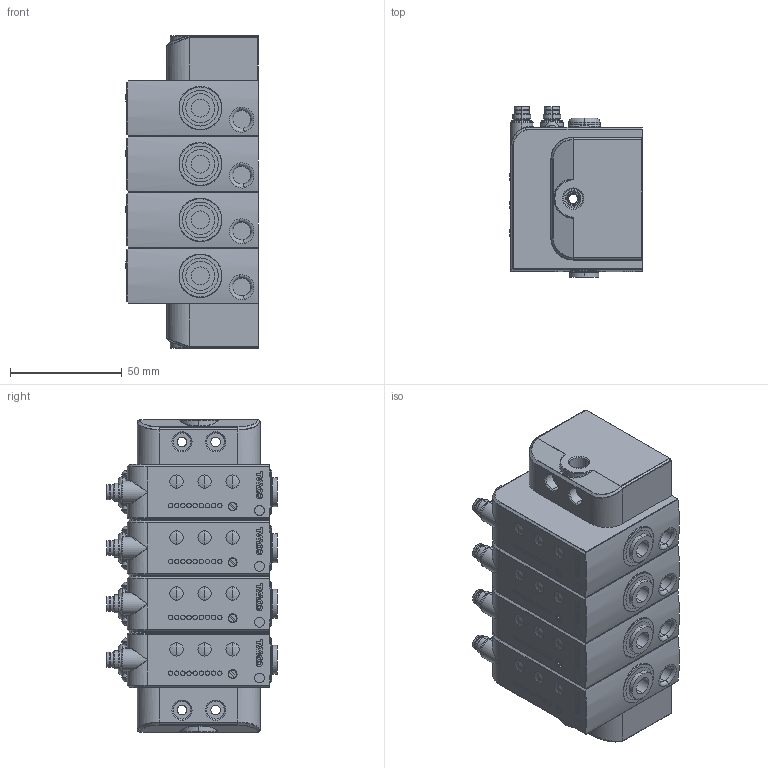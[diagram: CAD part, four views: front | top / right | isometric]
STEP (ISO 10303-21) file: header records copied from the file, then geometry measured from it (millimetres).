
FILE_DESCRIPTION(('STEP AP214'),'1');
FILE_NAME('COVAL_LEM90X14SVAB4.stp','2017-12-27T17:35:49',('TraceParts'),('TraceParts S.A.'),'Spatial InterOp 3D',' ',' ');
FILE_SCHEMA(('automotive_design'));
Length unit declared in the file: millimetre
Products named in the file (26): COVAL_LEM90X14SVAB4_1; COVAL_LEM90X14SVAB4_2; COVAL_LEM90X14SVAB4_3; COVAL_LEM90X14SVAB4_4; COVAL_LEM90X14SVAB4_5; COVAL_LEM90X14SVAB4_6; COVAL_LEM90X14SVAB4_7; COVAL_LEM90X14SVAB4_8; COVAL_LEM90X14SVAB4_9; COVAL_LEM90X14SVAB4_10; COVAL_LEM90X14SVAB4_11; COVAL_LEM90X14SVAB4_12; COVAL_LEM90X14SVAB4_13; COVAL_LEM90X14SVAB4_14; COVAL_LEM90X14SVAB4_15; COVAL_LEM90X14SVAB4_16; COVAL_LEM90X14SVAB4_17; COVAL_LEM90X14SVAB4_18; COVAL_LEM90X14SVAB4_19; COVAL_LEM90X14SVAB4_20; COVAL_LEM90X14SVAB4_21; COVAL_LEM90X14SVAB4_22; COVAL_LEM90X14SVAB4_23; COVAL_LEM90X14SVAB4_24; COVAL_LEM90X14SVAB4_25; COVAL_LEM90X14SVAB4_26
Bounding box: 59.47 x 76.3 x 140 mm (x, y, z)
Volume: 449211.2 mm3; surface area: 101959.9 mm2
Topology: 26 solids, 30 shells, 2384 faces, 5565 edges, 3482 vertices
Faces by surface type: cylinder 767, plane 674, bspline 520, cone 272, torus 90, sphere 61
Entity records: 112417 total; most frequent: CARTESIAN_POINT 40782, ORIENTED_EDGE 11024, DIRECTION 10280, EDGE_CURVE 5512, AXIS2_PLACEMENT_3D 4024, VERTEX_POINT 3482, EDGE_LOOP 2738, STYLED_ITEM 2386
